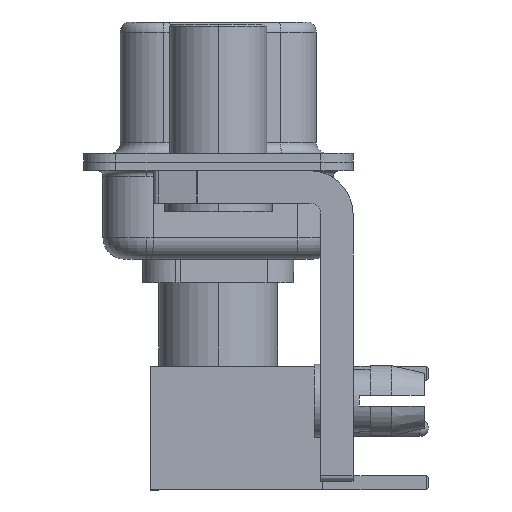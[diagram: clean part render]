
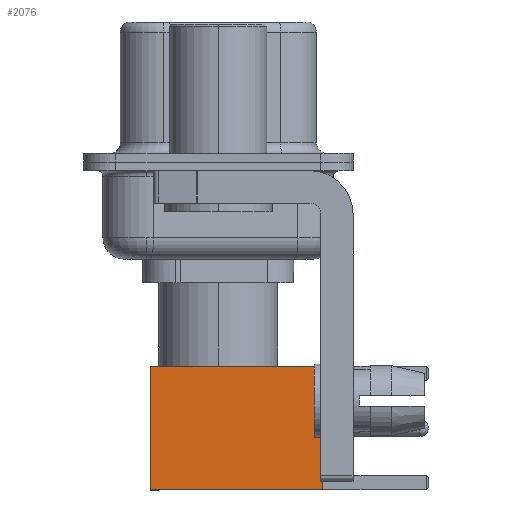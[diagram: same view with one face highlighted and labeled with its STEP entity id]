
A CAD part, left-side view. The second image highlights one B-rep face of the part: STEP entity #2076.
In plain terms, the highlighted face is planar.
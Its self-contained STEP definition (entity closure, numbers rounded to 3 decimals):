
#235 = VECTOR ( 'NONE', #6775, 1000. ) ;
#283 = CARTESIAN_POINT ( 'NONE',  ( 2.875, 2.875, 0. ) ) ;
#642 = FACE_OUTER_BOUND ( 'NONE', #8807, .T. ) ;
#1163 = VERTEX_POINT ( 'NONE', #5283 ) ;
#1321 = VERTEX_POINT ( 'NONE', #283 ) ;
#1962 = VERTEX_POINT ( 'NONE', #9483 ) ;
#2076 = ADVANCED_FACE ( 'NONE', ( #642 ), #8182, .T. ) ;
#3590 = LINE ( 'NONE', #3682, #10084 ) ;
#3682 = CARTESIAN_POINT ( 'NONE',  ( 0., 2.875, 0. ) ) ;
#5085 = EDGE_CURVE ( 'NONE', #1962, #10886, #18263, .T. ) ;
#5283 = CARTESIAN_POINT ( 'NONE',  ( -2.875, 2.875, 0. ) ) ;
#5726 = VECTOR ( 'NONE', #16090, 1000. ) ;
#5913 = CARTESIAN_POINT ( 'NONE',  ( 0., 2.875, 8. ) ) ;
#6441 = AXIS2_PLACEMENT_3D ( 'NONE', #6613, #18687, #7815 ) ;
#6473 = DIRECTION ( 'NONE',  ( 0., 0., -1. ) ) ;
#6582 = CARTESIAN_POINT ( 'NONE',  ( -2.875, 2.875, 8. ) ) ;
#6613 = CARTESIAN_POINT ( 'NONE',  ( 2.875, 2.875, 0. ) ) ;
#6775 = DIRECTION ( 'NONE',  ( -1., 0., 0. ) ) ;
#6996 = ORIENTED_EDGE ( 'NONE', *, *, #5085, .F. ) ;
#7129 = EDGE_CURVE ( 'NONE', #10886, #1163, #8129, .T. ) ;
#7247 = LINE ( 'NONE', #8417, #5726 ) ;
#7815 = DIRECTION ( 'NONE',  ( 0., 0., 1. ) ) ;
#8129 = LINE ( 'NONE', #8221, #18513 ) ;
#8182 = PLANE ( 'NONE',  #6441 ) ;
#8221 = CARTESIAN_POINT ( 'NONE',  ( -2.875, 2.875, 0. ) ) ;
#8417 = CARTESIAN_POINT ( 'NONE',  ( 2.875, 2.875, 0. ) ) ;
#8807 = EDGE_LOOP ( 'NONE', ( #17475, #15246, #11764, #6996 ) ) ;
#9387 = DIRECTION ( 'NONE',  ( -1., 0., 0. ) ) ;
#9483 = CARTESIAN_POINT ( 'NONE',  ( 2.875, 2.875, 8. ) ) ;
#10084 = VECTOR ( 'NONE', #9387, 1000. ) ;
#10886 = VERTEX_POINT ( 'NONE', #6582 ) ;
#11764 = ORIENTED_EDGE ( 'NONE', *, *, #7129, .F. ) ;
#13955 = EDGE_CURVE ( 'NONE', #1321, #1163, #3590, .T. ) ;
#15203 = EDGE_CURVE ( 'NONE', #1962, #1321, #7247, .T. ) ;
#15246 = ORIENTED_EDGE ( 'NONE', *, *, #13955, .T. ) ;
#16090 = DIRECTION ( 'NONE',  ( 0., 0., -1. ) ) ;
#17475 = ORIENTED_EDGE ( 'NONE', *, *, #15203, .T. ) ;
#18263 = LINE ( 'NONE', #5913, #235 ) ;
#18513 = VECTOR ( 'NONE', #6473, 1000. ) ;
#18687 = DIRECTION ( 'NONE',  ( 0., 1., 0. ) ) ;
